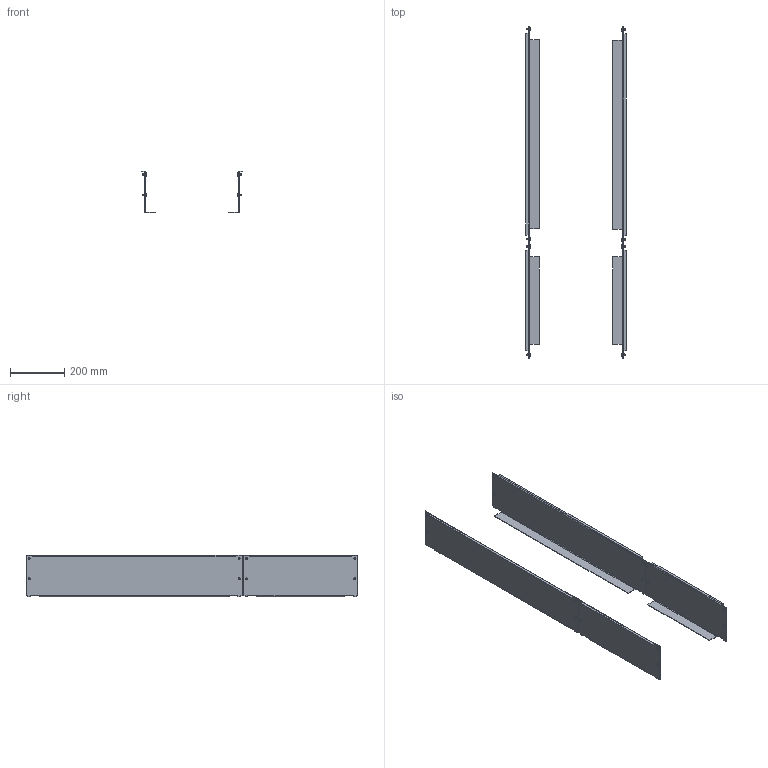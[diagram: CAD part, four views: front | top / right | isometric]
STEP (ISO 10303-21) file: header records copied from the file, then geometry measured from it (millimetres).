
FILE_DESCRIPTION(('STEP AP214'),'1');
FILE_NAME('cctmp_6F123DCA-A765-46BE-8754-4642C20519A0_2024_01_30_10_07_18_0711..stp','2024-01-30T09:07:20',('SIEMENS A&D'),('CADClick - www.CADClick.com'),'Spatial InterOp 3D',' ','unknown authorization');
FILE_SCHEMA(('AUTOMOTIVE_DESIGN'));
Length unit declared in the file: millimetre
Products named in the file (21): cc_unnamed; 2024_01_30_10_07_18_0695; 2024_01_30_10_07_18_0664; 2024_01_30_10_07_18_0633; 2024_01_30_10_07_18_0602; 2024_01_30_10_07_18_0570; 2024_01_30_10_07_18_0508; 2024_01_30_10_07_18_0477; 2024_01_30_10_07_18_0445; 2024_01_30_10_07_18_0414; 2024_01_30_10_07_18_0370; 2024_01_30_10_07_18_0258; 2024_01_30_10_07_18_0227; 2024_01_30_10_07_18_0195; 2024_01_30_10_07_18_0164; 2024_01_30_10_07_18_0133; 2024_01_30_10_07_18_0070; 2024_01_30_10_07_18_0039; 2024_01_30_10_07_18_0008; 2024_01_30_10_07_17_0977; 2024_01_30_10_07_17_0945
Assembly tree (20 placements, depth 2):
  cc_unnamed
    2024_01_30_10_07_18_0695
    2024_01_30_10_07_18_0664
    2024_01_30_10_07_18_0633
    2024_01_30_10_07_18_0602
    2024_01_30_10_07_18_0570
    2024_01_30_10_07_18_0508
    2024_01_30_10_07_18_0477
    2024_01_30_10_07_18_0445
    2024_01_30_10_07_18_0414
    2024_01_30_10_07_18_0370
    2024_01_30_10_07_18_0258
    2024_01_30_10_07_18_0227
    2024_01_30_10_07_18_0195
    2024_01_30_10_07_18_0164
    2024_01_30_10_07_18_0133
    2024_01_30_10_07_18_0070
    2024_01_30_10_07_18_0039
    2024_01_30_10_07_18_0008
    2024_01_30_10_07_17_0977
    2024_01_30_10_07_17_0945
Bounding box: 371 x 1225 x 154 mm (x, y, z)
Volume: 952052.1 mm3; surface area: 962067.8 mm2
Topology: 20 solids, 20 shells, 344 faces, 768 edges, 480 vertices
Faces by surface type: plane 168, cylinder 112, cone 64
Entity records: 12910 total; most frequent: DIRECTION 1786, CARTESIAN_POINT 1613, ORIENTED_EDGE 1536, EDGE_CURVE 768, AXIS2_PLACEMENT_3D 653, VERTEX_POINT 480, LINE 480, VECTOR 480
